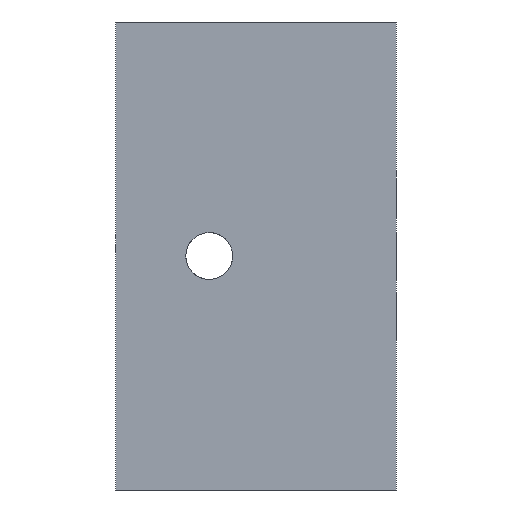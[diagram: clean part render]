
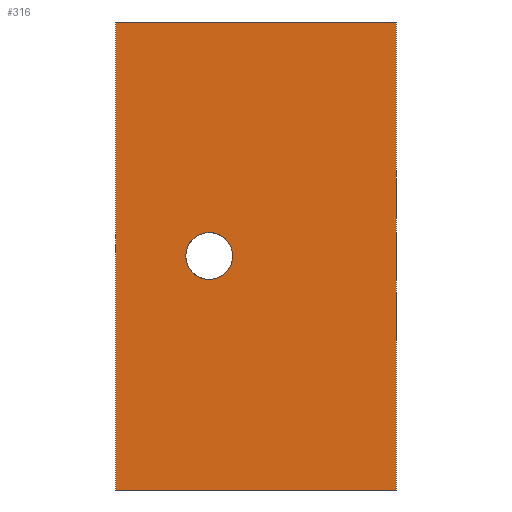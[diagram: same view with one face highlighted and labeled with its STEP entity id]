
A CAD part, left-side view. The second image highlights one B-rep face of the part: STEP entity #316.
In plain terms, the highlighted planar face has unit normal (-1, 0, 0).
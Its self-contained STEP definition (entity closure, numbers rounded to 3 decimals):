
#19=CARTESIAN_POINT('#19',(0.0,0.0,100.));
#20=VERTEX_POINT('#20',#19);
#21=CARTESIAN_POINT('#21',(0.0,0.0,0.0));
#22=VERTEX_POINT('#22',#21);
#23=CARTESIAN_POINT('#23',(0.0,60.,100.));
#24=VERTEX_POINT('#24',#23);
#25=CARTESIAN_POINT('#25',(0.0,60.,0.0));
#26=VERTEX_POINT('#26',#25);
#27=CARTESIAN_POINT('#27',(0.0,40.,45.));
#28=VERTEX_POINT('#28',#27);
#29=CARTESIAN_POINT('#29',(0.0,40.,55.));
#30=VERTEX_POINT('#30',#29);
#75=CARTESIAN_POINT('#75',(0.0,0.0,100.));
#76=DIRECTION('#76',(0.0,0.0,-1.));
#77=VECTOR('#77',#76,100.);
#78=LINE('#78',#75,#77);
#79=CARTESIAN_POINT('#79',(0.0,60.,100.));
#80=DIRECTION('#80',(0.0,-1.,0.0));
#81=VECTOR('#81',#80,60.);
#82=LINE('#82',#79,#81);
#83=CARTESIAN_POINT('#83',(0.0,60.,100.));
#84=DIRECTION('#84',(0.0,0.0,-1.));
#85=VECTOR('#85',#84,100.);
#86=LINE('#86',#83,#85);
#87=CARTESIAN_POINT('#87',(0.0,60.,0.0));
#88=DIRECTION('#88',(0.0,-1.,0.0));
#89=VECTOR('#89',#88,60.);
#90=LINE('#90',#87,#89);
#91=CARTESIAN_POINT('#91',(0.0,40.,45.));
#92=CARTESIAN_POINT('#92',(0.0,50.,45.));
#93=CARTESIAN_POINT('#93',(0.0,50.,55.));
#94=CARTESIAN_POINT('#94',(0.0,40.,55.));
#95=(BOUNDED_CURVE()B_SPLINE_CURVE(3,(#91,#92,#93,#94),.UNSPECIFIED.,.F.
,.F.)B_SPLINE_CURVE_WITH_KNOTS((4,4),(0.0,0.5),.UNSPECIFIED.)CURVE()
GEOMETRIC_REPRESENTATION_ITEM()RATIONAL_B_SPLINE_CURVE((1.0,
0.333,0.333,1.0))REPRESENTATION_ITEM('#95'));
#96=CARTESIAN_POINT('#96',(0.0,40.,55.));
#97=CARTESIAN_POINT('#97',(0.0,30.,55.));
#98=CARTESIAN_POINT('#98',(0.0,30.,45.));
#99=CARTESIAN_POINT('#99',(0.0,40.,45.));
#100=(BOUNDED_CURVE()B_SPLINE_CURVE(3,(#96,#97,#98,#99),.UNSPECIFIED.,
.F.,.F.)B_SPLINE_CURVE_WITH_KNOTS((4,4),(0.0,0.5),.UNSPECIFIED.)CURVE()
GEOMETRIC_REPRESENTATION_ITEM()RATIONAL_B_SPLINE_CURVE((1.0,
0.333,0.333,1.0))REPRESENTATION_ITEM('#100'));
#259=EDGE_CURVE('#259',#20,#22,#78,.T.);
#260=EDGE_CURVE('#260',#24,#20,#82,.T.);
#261=EDGE_CURVE('#261',#24,#26,#86,.T.);
#262=EDGE_CURVE('#262',#26,#22,#90,.T.);
#263=EDGE_CURVE('#263',#28,#30,#95,.T.);
#264=EDGE_CURVE('#264',#30,#28,#100,.T.);
#301=ORIENTED_EDGE('#301',*,*,#259,.F.);
#302=ORIENTED_EDGE('#302',*,*,#260,.F.);
#303=ORIENTED_EDGE('#303',*,*,#261,.T.);
#304=ORIENTED_EDGE('#304',*,*,#262,.T.);
#305=EDGE_LOOP('#305',(#301,#302,#303,#304));
#306=FACE_OUTER_BOUND('#306',#305,.T.);
#307=ORIENTED_EDGE('#307',*,*,#263,.T.);
#308=ORIENTED_EDGE('#308',*,*,#264,.T.);
#309=EDGE_LOOP('#309',(#307,#308));
#310=FACE_BOUND('#310',#309,.T.);
#311=CARTESIAN_POINT('#311',(0.0,60.,100.));
#312=DIRECTION('#312',(-1.,0.0,0.0));
#313=DIRECTION('#313',(0.0,0.0,1.0));
#314=AXIS2_PLACEMENT_3D('#314',#311,#312,#313);
#315=PLANE('#315',#314);
#316=ADVANCED_FACE('#316',(#306,#310),#315,.T.);
